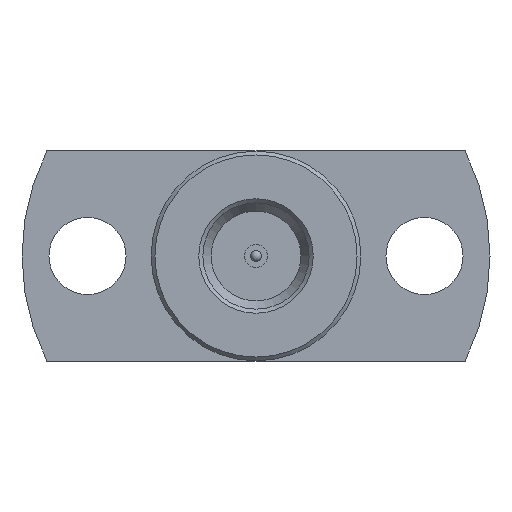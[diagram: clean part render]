
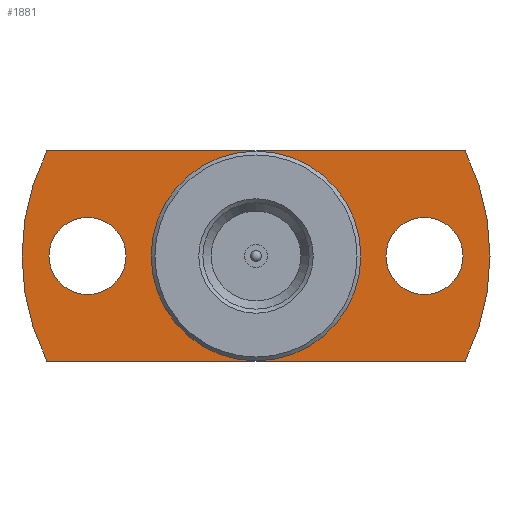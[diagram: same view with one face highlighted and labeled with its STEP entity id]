
A CAD part, left-side view. The second image highlights one B-rep face of the part: STEP entity #1881.
In plain terms, the highlighted planar face has unit normal (-1, 0, 0).
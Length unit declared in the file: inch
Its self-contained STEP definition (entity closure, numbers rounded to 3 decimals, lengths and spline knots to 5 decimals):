
#7 = DIRECTION ( 'NONE',  ( 0., 0., 1. ) ) ;
#9 = VERTEX_POINT ( 'NONE', #1220 ) ;
#58 = EDGE_LOOP ( 'NONE', ( #2005 ) ) ;
#105 = CIRCLE ( 'NONE', #755, 0.0515 ) ;
#123 = DIRECTION ( 'NONE',  ( 0., 0., 1. ) ) ;
#127 = CARTESIAN_POINT ( 'NONE',  ( 0.165, 0.225, 0. ) ) ;
#132 = AXIS2_PLACEMENT_3D ( 'NONE', #844, #866, #1393 ) ;
#186 = FACE_OUTER_BOUND ( 'NONE', #1318, .T. ) ;
#277 = CIRCLE ( 'NONE', #1236, 0.3125 ) ;
#380 = EDGE_CURVE ( 'NONE', #1632, #719, #1661, .T. ) ;
#405 = DIRECTION ( 'NONE',  ( 0., -1., 0. ) ) ;
#410 = VERTEX_POINT ( 'NONE', #1692 ) ;
#416 = EDGE_CURVE ( 'NONE', #9, #9, #105, .T. ) ;
#447 = DIRECTION ( 'NONE',  ( 0., 0., -1. ) ) ;
#453 = DIRECTION ( 'NONE',  ( -1., 0., 0. ) ) ;
#454 = LINE ( 'NONE', #1982, #877 ) ;
#465 = EDGE_LOOP ( 'NONE', ( #938 ) ) ;
#535 = VERTEX_POINT ( 'NONE', #1958 ) ;
#556 = AXIS2_PLACEMENT_3D ( 'NONE', #1362, #2228, #447 ) ;
#576 = AXIS2_PLACEMENT_3D ( 'NONE', #1722, #1015, #123 ) ;
#602 = DIRECTION ( 'NONE',  ( 0., 1., 0. ) ) ;
#646 = CARTESIAN_POINT ( 'NONE',  ( 0.165, -0.27913, -0.1405 ) ) ;
#679 = DIRECTION ( 'NONE',  ( 0., 0., 1. ) ) ;
#695 = VERTEX_POINT ( 'NONE', #2055 ) ;
#719 = VERTEX_POINT ( 'NONE', #1945 ) ;
#755 = AXIS2_PLACEMENT_3D ( 'NONE', #127, #453, #1832 ) ;
#774 = ORIENTED_EDGE ( 'NONE', *, *, #416, .F. ) ;
#803 = CARTESIAN_POINT ( 'NONE',  ( 0.165, 0.14, -0.1405 ) ) ;
#834 = ORIENTED_EDGE ( 'NONE', *, *, #1009, .T. ) ;
#844 = CARTESIAN_POINT ( 'NONE',  ( 0.165, 0., 0. ) ) ;
#859 = FACE_BOUND ( 'NONE', #465, .T. ) ;
#861 = DIRECTION ( 'NONE',  ( -1., 0., 0. ) ) ;
#866 = DIRECTION ( 'NONE',  ( -1., 0., 0. ) ) ;
#877 = VECTOR ( 'NONE', #405, 39.37008 ) ;
#917 = EDGE_LOOP ( 'NONE', ( #774 ) ) ;
#938 = ORIENTED_EDGE ( 'NONE', *, *, #2213, .F. ) ;
#987 = CIRCLE ( 'NONE', #1399, 0.14 ) ;
#1009 = EDGE_CURVE ( 'NONE', #1632, #410, #277, .T. ) ;
#1015 = DIRECTION ( 'NONE',  ( -1., 0., 0. ) ) ;
#1036 = ORIENTED_EDGE ( 'NONE', *, *, #1277, .F. ) ;
#1155 = CIRCLE ( 'NONE', #132, 0.3125 ) ;
#1220 = CARTESIAN_POINT ( 'NONE',  ( 0.165, 0.225, 0.0515 ) ) ;
#1235 = VERTEX_POINT ( 'NONE', #1610 ) ;
#1236 = AXIS2_PLACEMENT_3D ( 'NONE', #1541, #1568, #679 ) ;
#1277 = EDGE_CURVE ( 'NONE', #695, #410, #454, .T. ) ;
#1318 = EDGE_LOOP ( 'NONE', ( #1959, #834, #1036, #1979 ) ) ;
#1362 = CARTESIAN_POINT ( 'NONE',  ( 0.165, 0.14, 0. ) ) ;
#1393 = DIRECTION ( 'NONE',  ( 0., 0., 1. ) ) ;
#1394 = FACE_BOUND ( 'NONE', #58, .T. ) ;
#1399 = AXIS2_PLACEMENT_3D ( 'NONE', #1551, #861, #7 ) ;
#1541 = CARTESIAN_POINT ( 'NONE',  ( 0.165, 0., 0. ) ) ;
#1551 = CARTESIAN_POINT ( 'NONE',  ( 0.165, 0., 0. ) ) ;
#1568 = DIRECTION ( 'NONE',  ( -1., 0., 0. ) ) ;
#1610 = CARTESIAN_POINT ( 'NONE',  ( 0.165, -0.225, 0.0515 ) ) ;
#1632 = VERTEX_POINT ( 'NONE', #646 ) ;
#1661 = LINE ( 'NONE', #803, #1691 ) ;
#1691 = VECTOR ( 'NONE', #602, 39.37008 ) ;
#1692 = CARTESIAN_POINT ( 'NONE',  ( 0.165, -0.27913, 0.1405 ) ) ;
#1722 = CARTESIAN_POINT ( 'NONE',  ( 0.165, -0.225, 0. ) ) ;
#1832 = DIRECTION ( 'NONE',  ( 0., 0., 1. ) ) ;
#1881 = ADVANCED_FACE ( 'NONE', ( #2031, #859, #186, #1394 ), #2010, .F. ) ;
#1945 = CARTESIAN_POINT ( 'NONE',  ( 0.165, 0.27913, -0.1405 ) ) ;
#1958 = CARTESIAN_POINT ( 'NONE',  ( 0.165, 0., 0.14 ) ) ;
#1959 = ORIENTED_EDGE ( 'NONE', *, *, #380, .F. ) ;
#1979 = ORIENTED_EDGE ( 'NONE', *, *, #2104, .T. ) ;
#1982 = CARTESIAN_POINT ( 'NONE',  ( 0.165, 0.14, 0.1405 ) ) ;
#2005 = ORIENTED_EDGE ( 'NONE', *, *, #2071, .F. ) ;
#2010 = PLANE ( 'NONE',  #556 ) ;
#2031 = FACE_BOUND ( 'NONE', #917, .T. ) ;
#2055 = CARTESIAN_POINT ( 'NONE',  ( 0.165, 0.27913, 0.1405 ) ) ;
#2071 = EDGE_CURVE ( 'NONE', #1235, #1235, #2185, .T. ) ;
#2104 = EDGE_CURVE ( 'NONE', #695, #719, #1155, .T. ) ;
#2185 = CIRCLE ( 'NONE', #576, 0.0515 ) ;
#2213 = EDGE_CURVE ( 'NONE', #535, #535, #987, .T. ) ;
#2228 = DIRECTION ( 'NONE',  ( 1., 0., 0. ) ) ;
